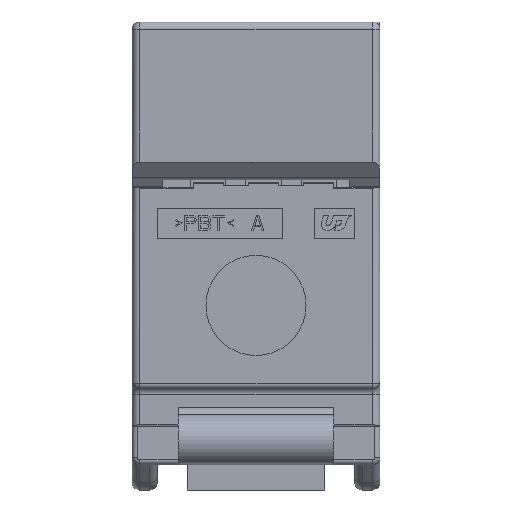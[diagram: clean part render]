
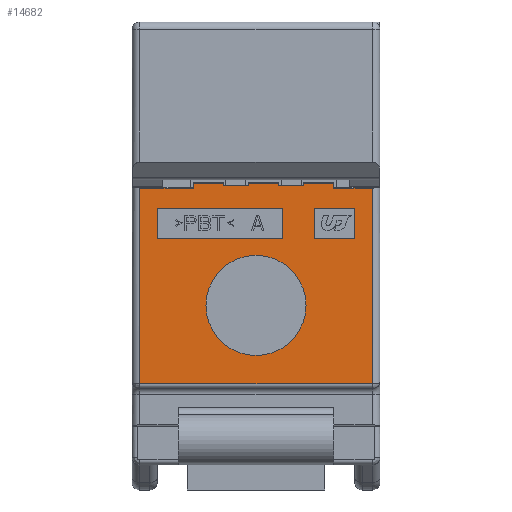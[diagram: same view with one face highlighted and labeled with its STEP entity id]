
A CAD part, front view. The second image highlights one B-rep face of the part: STEP entity #14682.
In plain terms, the highlighted planar face has unit normal (0, -1, 0).
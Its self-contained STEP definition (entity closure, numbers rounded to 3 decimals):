
#2077=CARTESIAN_POINT('',(4.65,0.05,-6.65));
#2084=DIRECTION('',(1.,0.,0.));
#2085=VECTOR('',#2084,5.);
#2086=CARTESIAN_POINT('',(-3.95,0.05,-8.636));
#2087=LINE('',#2086,#2085);
#2088=DIRECTION('',(0.,0.,1.));
#2089=VECTOR('',#2088,1.2);
#2090=CARTESIAN_POINT('',(1.05,0.05,-8.636));
#2091=LINE('',#2090,#2089);
#2092=DIRECTION('',(-1.,0.,0.));
#2093=VECTOR('',#2092,5.);
#2094=CARTESIAN_POINT('',(1.05,0.05,-7.436));
#2095=LINE('',#2094,#2093);
#2096=DIRECTION('',(0.,0.,-1.));
#2097=VECTOR('',#2096,1.2);
#2098=CARTESIAN_POINT('',(-3.95,0.05,-7.436));
#2099=LINE('',#2098,#2097);
#2100=DIRECTION('',(1.,0.,0.));
#2101=VECTOR('',#2100,1.6);
#2102=CARTESIAN_POINT('',(2.35,0.05,-8.635));
#2103=LINE('',#2102,#2101);
#2104=DIRECTION('',(0.,0.,1.));
#2105=VECTOR('',#2104,1.2);
#2106=CARTESIAN_POINT('',(3.95,0.05,-8.635));
#2107=LINE('',#2106,#2105);
#2108=DIRECTION('',(-1.,0.,0.));
#2109=VECTOR('',#2108,1.6);
#2110=CARTESIAN_POINT('',(3.95,0.05,-7.435));
#2111=LINE('',#2110,#2109);
#2112=DIRECTION('',(0.,0.,-1.));
#2113=VECTOR('',#2112,1.2);
#2114=CARTESIAN_POINT('',(2.35,0.05,-7.435));
#2115=LINE('',#2114,#2113);
#2492=DIRECTION('',(-1.,0.,0.));
#2493=VECTOR('',#2492,1.2);
#2494=CARTESIAN_POINT('',(3.1,0.05,-6.45));
#2495=LINE('',#2494,#2493);
#2496=DIRECTION('',(-1.,0.,0.));
#2497=VECTOR('',#2496,1.55);
#2498=CARTESIAN_POINT('',(4.65,0.05,-6.65));
#2499=LINE('',#2498,#2497);
#2500=DIRECTION('',(0.,0.,-1.));
#2501=VECTOR('',#2500,7.813);
#2502=CARTESIAN_POINT('',(4.65,0.05,-6.65));
#2503=LINE('',#2502,#2501);
#2504=DIRECTION('',(1.,0.,0.));
#2505=VECTOR('',#2504,9.3);
#2506=CARTESIAN_POINT('',(-4.65,0.05,
-14.463));
#2507=LINE('',#2506,#2505);
#2508=DIRECTION('',(0.,0.,1.));
#2509=VECTOR('',#2508,7.813);
#2510=CARTESIAN_POINT('',(-4.65,0.05,
-14.463));
#2511=LINE('',#2510,#2509);
#2512=DIRECTION('',(-1.,0.,0.));
#2513=VECTOR('',#2512,2.15);
#2514=CARTESIAN_POINT('',(-2.5,0.05,-6.65));
#2515=LINE('',#2514,#2513);
#2516=DIRECTION('',(-1.,0.,0.));
#2517=VECTOR('',#2516,1.2);
#2518=CARTESIAN_POINT('',(-1.3,0.05,-6.45));
#2519=LINE('',#2518,#2517);
#2520=DIRECTION('',(-1.,0.,0.));
#2521=VECTOR('',#2520,1.);
#2522=CARTESIAN_POINT('',(-0.3,0.05,-6.55));
#2523=LINE('',#2522,#2521);
#2524=DIRECTION('',(-1.,0.,0.));
#2525=VECTOR('',#2524,1.2);
#2526=CARTESIAN_POINT('',(0.9,0.05,-6.45));
#2527=LINE('',#2526,#2525);
#2528=DIRECTION('',(-1.,0.,0.));
#2529=VECTOR('',#2528,1.);
#2530=CARTESIAN_POINT('',(1.9,0.05,-6.55));
#2531=LINE('',#2530,#2529);
#2532=CARTESIAN_POINT('',(0.,0.05,-11.325));
#2533=DIRECTION('',(0.,-1.,0.));
#2534=DIRECTION('',(1.,0.,0.));
#2535=AXIS2_PLACEMENT_3D('',#2532,#2533,#2534);
#2537=CARTESIAN_POINT('',(0.,0.05,-11.325));
#2538=DIRECTION('',(0.,-1.,0.));
#2539=DIRECTION('',(-1.,0.,0.));
#2540=AXIS2_PLACEMENT_3D('',#2537,#2538,#2539);
#3779=DIRECTION('',(0.,0.,1.));
#3780=VECTOR('',#3779,0.1);
#3781=CARTESIAN_POINT('',(1.9,0.05,-6.55));
#3782=LINE('',#3781,#3780);
#3860=DIRECTION('',(0.,0.,-1.));
#3861=VECTOR('',#3860,0.1);
#3862=CARTESIAN_POINT('',(0.9,0.05,-6.45));
#3863=LINE('',#3862,#3861);
#3869=DIRECTION('',(0.,0.,1.));
#3870=VECTOR('',#3869,0.1);
#3871=CARTESIAN_POINT('',(-0.3,0.05,-6.55));
#3872=LINE('',#3871,#3870);
#6740=DIRECTION('',(0.,0.,1.));
#6741=VECTOR('',#6740,0.2);
#6742=CARTESIAN_POINT('',(3.1,0.05,-6.65));
#6743=LINE('',#6742,#6741);
#7421=DIRECTION('',(0.,0.,-1.));
#7422=VECTOR('',#7421,0.1);
#7423=CARTESIAN_POINT('',(-1.3,0.05,-6.45));
#7424=LINE('',#7423,#7422);
#7425=DIRECTION('',(0.,0.,-1.));
#7426=VECTOR('',#7425,0.2);
#7427=CARTESIAN_POINT('',(-2.5,0.05,-6.45));
#7428=LINE('',#7427,#7426);
#7463=CARTESIAN_POINT('',(-4.65,0.05,-6.65));
#9950=CARTESIAN_POINT('',(-3.95,0.05,-8.636));
#9951=CARTESIAN_POINT('',(1.05,0.05,-8.636));
#9952=VERTEX_POINT('',#9950);
#9953=VERTEX_POINT('',#9951);
#9954=CARTESIAN_POINT('',(1.05,0.05,-7.436));
#9955=VERTEX_POINT('',#9954);
#9956=CARTESIAN_POINT('',(-3.95,0.05,-7.436));
#9957=VERTEX_POINT('',#9956);
#9958=CARTESIAN_POINT('',(2.35,0.05,-8.635));
#9959=CARTESIAN_POINT('',(3.95,0.05,-8.635));
#9960=VERTEX_POINT('',#9958);
#9961=VERTEX_POINT('',#9959);
#9962=CARTESIAN_POINT('',(3.95,0.05,-7.435));
#9963=VERTEX_POINT('',#9962);
#9964=CARTESIAN_POINT('',(2.35,0.05,-7.435));
#9965=VERTEX_POINT('',#9964);
#10407=CARTESIAN_POINT('',(-4.65,0.05,
-14.463));
#10408=CARTESIAN_POINT('',(4.65,0.05,
-14.463));
#10409=VERTEX_POINT('',#10407);
#10410=VERTEX_POINT('',#10408);
#11181=CARTESIAN_POINT('',(0.9,0.05,-6.55));
#11182=VERTEX_POINT('',#11181);
#11183=CARTESIAN_POINT('',(-1.3,0.05,-6.55));
#11184=VERTEX_POINT('',#11183);
#11185=CARTESIAN_POINT('',(1.9,0.05,-6.55));
#11186=VERTEX_POINT('',#11185);
#11187=CARTESIAN_POINT('',(-0.3,0.05,-6.55));
#11188=VERTEX_POINT('',#11187);
#11189=CARTESIAN_POINT('',(1.9,0.05,-6.45));
#11191=VERTEX_POINT('',#11189);
#11195=CARTESIAN_POINT('',(3.1,0.05,-6.45));
#11196=VERTEX_POINT('',#11195);
#11197=CARTESIAN_POINT('',(-0.3,0.05,-6.45));
#11199=VERTEX_POINT('',#11197);
#11203=CARTESIAN_POINT('',(0.9,0.05,-6.45));
#11204=VERTEX_POINT('',#11203);
#11205=CARTESIAN_POINT('',(-2.5,0.05,-6.45));
#11207=VERTEX_POINT('',#11205);
#11211=CARTESIAN_POINT('',(-1.3,0.05,-6.45));
#11212=VERTEX_POINT('',#11211);
#11213=VERTEX_POINT('',#7463);
#11217=CARTESIAN_POINT('',(-2.5,0.05,-6.65));
#11218=VERTEX_POINT('',#11217);
#11223=VERTEX_POINT('',#2077);
#11224=CARTESIAN_POINT('',(3.1,0.05,-6.65));
#11225=VERTEX_POINT('',#11224);
#11448=CARTESIAN_POINT('',(2.,0.05,-11.325));
#11449=CARTESIAN_POINT('',(-2.,0.05,-11.325));
#11450=VERTEX_POINT('',#11448);
#11451=VERTEX_POINT('',#11449);
#14619=CARTESIAN_POINT('',(4.95,0.05,-6.55));
#14620=DIRECTION('',(0.,-1.,0.));
#14621=DIRECTION('',(0.,0.,-1.));
#14622=AXIS2_PLACEMENT_3D('',#14619,#14620,#14621);
#14623=PLANE('',#14622);
#14625=ORIENTED_EDGE('',*,*,#14624,.F.);
#14627=ORIENTED_EDGE('',*,*,#14626,.F.);
#14628=ORIENTED_EDGE('',*,*,#14368,.F.);
#14629=ORIENTED_EDGE('',*,*,#14356,.T.);
#14631=ORIENTED_EDGE('',*,*,#14630,.F.);
#14633=ORIENTED_EDGE('',*,*,#14632,.T.);
#14635=ORIENTED_EDGE('',*,*,#14634,.F.);
#14637=ORIENTED_EDGE('',*,*,#14636,.F.);
#14639=ORIENTED_EDGE('',*,*,#14638,.F.);
#14641=ORIENTED_EDGE('',*,*,#14640,.T.);
#14643=ORIENTED_EDGE('',*,*,#14642,.F.);
#14645=ORIENTED_EDGE('',*,*,#14644,.T.);
#14647=ORIENTED_EDGE('',*,*,#14646,.F.);
#14649=ORIENTED_EDGE('',*,*,#14648,.T.);
#14651=ORIENTED_EDGE('',*,*,#14650,.F.);
#14653=ORIENTED_EDGE('',*,*,#14652,.T.);
#14654=EDGE_LOOP('',(#14625,#14627,#14628,#14629,#14631,#14633,#14635,#14637,
#14639,#14641,#14643,#14645,#14647,#14649,#14651,#14653));
#14655=FACE_OUTER_BOUND('',#14654,.F.);
#14657=ORIENTED_EDGE('',*,*,#14656,.T.);
#14659=ORIENTED_EDGE('',*,*,#14658,.T.);
#14661=ORIENTED_EDGE('',*,*,#14660,.T.);
#14663=ORIENTED_EDGE('',*,*,#14662,.T.);
#14664=EDGE_LOOP('',(#14657,#14659,#14661,#14663));
#14665=FACE_BOUND('',#14664,.F.);
#14667=ORIENTED_EDGE('',*,*,#14666,.T.);
#14669=ORIENTED_EDGE('',*,*,#14668,.T.);
#14671=ORIENTED_EDGE('',*,*,#14670,.T.);
#14673=ORIENTED_EDGE('',*,*,#14672,.T.);
#14674=EDGE_LOOP('',(#14667,#14669,#14671,#14673));
#14675=FACE_BOUND('',#14674,.F.);
#14677=ORIENTED_EDGE('',*,*,#14676,.T.);
#14679=ORIENTED_EDGE('',*,*,#14678,.T.);
#14680=EDGE_LOOP('',(#14677,#14679));
#14681=FACE_BOUND('',#14680,.F.);
#14682=ADVANCED_FACE('',(#14655,#14665,#14675,#14681),#14623,.T.);
#2536=CIRCLE('',#2535,2.);
#2541=CIRCLE('',#2540,2.);
#14356=EDGE_CURVE('',#11223,#10410,#2503,.T.);
#14368=EDGE_CURVE('',#11223,#11225,#2499,.T.);
#14624=EDGE_CURVE('',#11196,#11191,#2495,.T.);
#14626=EDGE_CURVE('',#11225,#11196,#6743,.T.);
#14630=EDGE_CURVE('',#10409,#10410,#2507,.T.);
#14632=EDGE_CURVE('',#10409,#11213,#2511,.T.);
#14634=EDGE_CURVE('',#11218,#11213,#2515,.T.);
#14636=EDGE_CURVE('',#11207,#11218,#7428,.T.);
#14638=EDGE_CURVE('',#11212,#11207,#2519,.T.);
#14640=EDGE_CURVE('',#11212,#11184,#7424,.T.);
#14642=EDGE_CURVE('',#11188,#11184,#2523,.T.);
#14644=EDGE_CURVE('',#11188,#11199,#3872,.T.);
#14646=EDGE_CURVE('',#11204,#11199,#2527,.T.);
#14648=EDGE_CURVE('',#11204,#11182,#3863,.T.);
#14650=EDGE_CURVE('',#11186,#11182,#2531,.T.);
#14652=EDGE_CURVE('',#11186,#11191,#3782,.T.);
#14656=EDGE_CURVE('',#9952,#9953,#2087,.T.);
#14658=EDGE_CURVE('',#9953,#9955,#2091,.T.);
#14660=EDGE_CURVE('',#9955,#9957,#2095,.T.);
#14662=EDGE_CURVE('',#9957,#9952,#2099,.T.);
#14666=EDGE_CURVE('',#9960,#9961,#2103,.T.);
#14668=EDGE_CURVE('',#9961,#9963,#2107,.T.);
#14670=EDGE_CURVE('',#9963,#9965,#2111,.T.);
#14672=EDGE_CURVE('',#9965,#9960,#2115,.T.);
#14676=EDGE_CURVE('',#11450,#11451,#2536,.T.);
#14678=EDGE_CURVE('',#11451,#11450,#2541,.T.);
